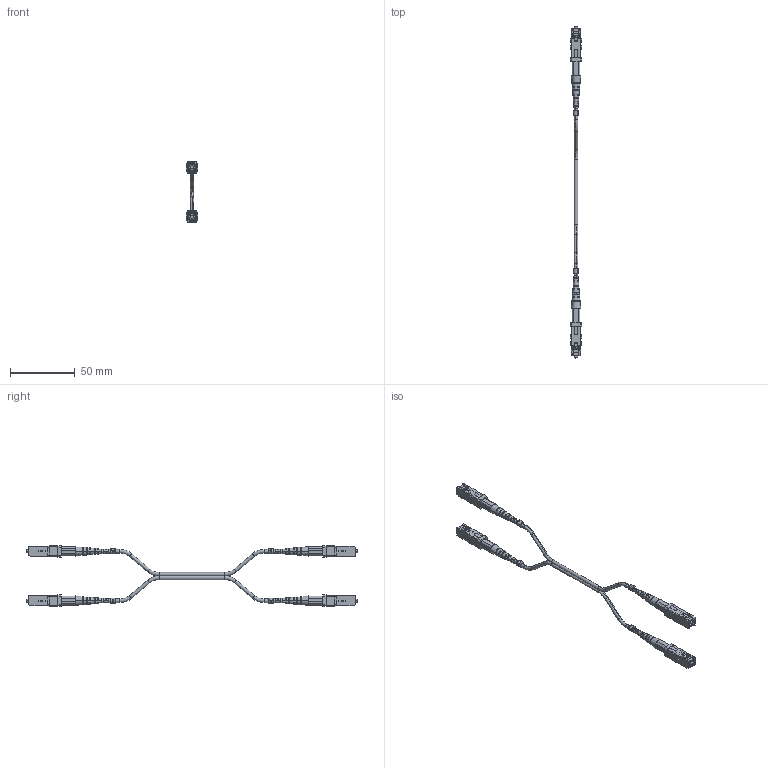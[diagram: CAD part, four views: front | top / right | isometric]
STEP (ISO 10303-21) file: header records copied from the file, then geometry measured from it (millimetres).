
FILE_DESCRIPTION (( 'STEP AP203' ), '1' );
FILE_NAME ('FODZSC50.STEP', '2006-06-23T19:37:04', ( 'lcom' ), ( 'lcom' ), 'SwSTEP 2.0', 'SolidWorks 2006004', '' );
FILE_SCHEMA (( 'CONFIG_CONTROL_DESIGN' ));
Length unit declared in the file: inch
Products named in the file (9): FODZSC50; 1AL06-074; 1AF04-001-MA1; LBL-C3P-B; 1AF04-001; LBL-C3P-A; 1AF04-001-MA2; 1AF04-001-MA3; 1AF04-001-MA4
Assembly tree (13 placements, depth 3):
  FODZSC50
    1AF04-001  x4
      1AF04-001-MA1
      1AF04-001-MA3
      1AF04-001-MA4
      1AF04-001-MA2
    LBL-C3P-B  x2
    1AL06-074
    LBL-C3P-A  x2
Bounding box: 8.89 x 257.31 x 47.19 mm (x, y, z)
Volume: 9858.1 mm3; surface area: 18577 mm2
Topology: 21 solids, 21 shells, 1231 faces, 3521 edges, 2302 vertices
Faces by surface type: plane 1028, cylinder 137, cone 24, torus 24, bspline 18
Entity records: 13808 total; most frequent: CARTESIAN_POINT 3284, ORIENTED_EDGE 2026, DIRECTION 1896, EDGE_CURVE 1013, LINE 690, VECTOR 690, VERTEX_POINT 656, AXIS2_PLACEMENT_3D 603
